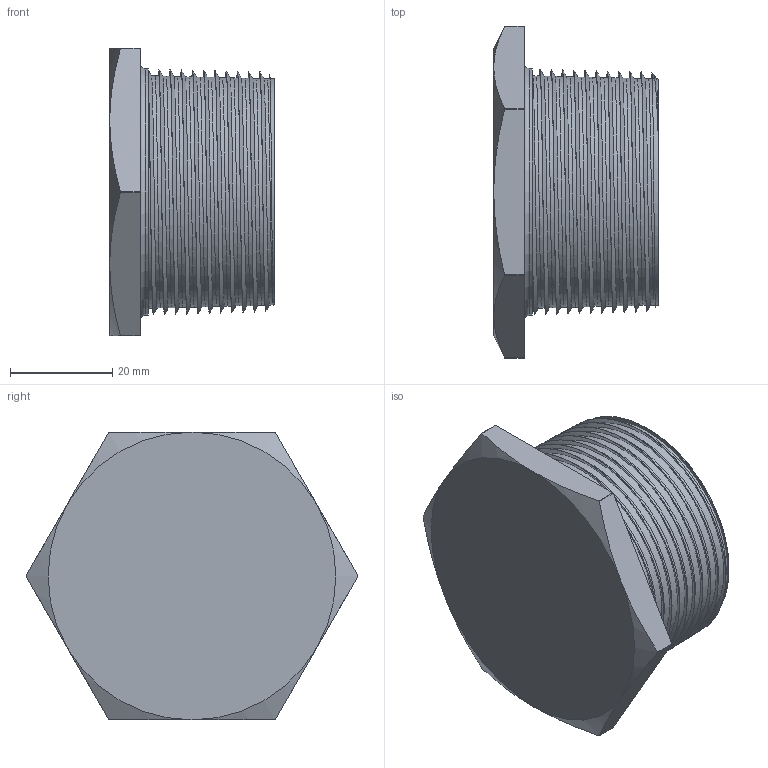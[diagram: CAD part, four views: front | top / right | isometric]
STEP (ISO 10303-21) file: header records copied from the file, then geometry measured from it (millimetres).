
FILE_DESCRIPTION(/* description */ ('Verschlusschraube sechskant Ex NPT 1 1/2""','CAx-IF Rec.Pracs.---Representation and Presentation of Product Manufacturing Information (PMI)---3.8---2014-02-18'),/* implementation_level */ '2;1');
FILE_NAME(/* name */ 'RX190794-RST.stp',/* time_stamp */ '2024-04-19T08:39:24+02:00',/* author */ ('sl'),/* organization */ (''),/* preprocessor_version */ 'ST-DEVELOPER v16.5',/* originating_system */ 'Autodesk Inventor 2017',/* authorisation */ '');
FILE_SCHEMA (('AP242_MANAGED_MODEL_BASED_3D_ENGINEERING_MIM_LF { 1 0 10303 442 1 1 4 }'));
Length unit declared in the file: millimetre
Products named in the file (1): RX190794
Bounding box: 32.2 x 65 x 56.35 mm (x, y, z)
Volume: 28149.9 mm3; surface area: 20322.8 mm2
Topology: 1 solids, 1 shells, 33 faces, 77 edges, 47 vertices
Faces by surface type: plane 10, cone 10, cylinder 8, bspline 4, torus 1
Full cylindrical faces by diameter (mm): 40.22 x1, 48.37 x1
Entity records: 4084 total; most frequent: CARTESIAN_POINT 3371, ORIENTED_EDGE 142, DIRECTION 136, EDGE_CURVE 69, AXIS2_PLACEMENT_3D 59, VERTEX_POINT 45, EDGE_LOOP 40, FACE_OUTER_BOUND 33
